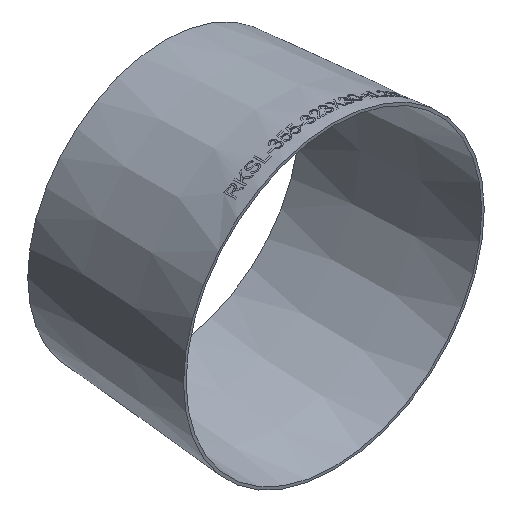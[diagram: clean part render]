
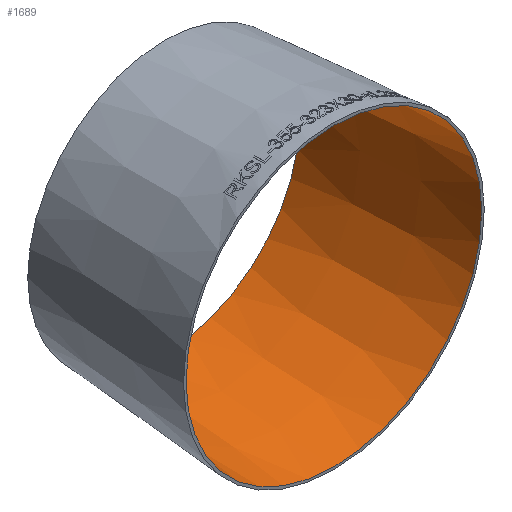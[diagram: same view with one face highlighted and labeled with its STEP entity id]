
A CAD part, isometric view. The second image highlights one B-rep face of the part: STEP entity #1689.
In plain terms, the highlighted conical face has half-angle 4.531 degrees and reference radius 174.791 mm.
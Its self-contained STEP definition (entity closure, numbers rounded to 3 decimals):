
#1689 = ADVANCED_FACE ( 'NONE', ( #22659, #27477 ), #25422, .F. ) ;
#5209 = AXIS2_PLACEMENT_3D ( 'NONE', #13303, #45582, #12999 ) ;
#5910 = CARTESIAN_POINT ( 'NONE',  ( 0., 0., -174.791 ) ) ;
#6122 = AXIS2_PLACEMENT_3D ( 'NONE', #23961, #10387, #46600 ) ;
#9537 = EDGE_CURVE ( 'NONE', #43353, #43353, #12757, .T. ) ;
#10387 = DIRECTION ( 'NONE',  ( 0., -1., 0. ) ) ;
#12757 = CIRCLE ( 'NONE', #58039, 158.941 ) ;
#12999 = DIRECTION ( 'NONE',  ( 0., 0., -1. ) ) ;
#13303 = CARTESIAN_POINT ( 'NONE',  ( 0., 0., 0. ) ) ;
#13354 = EDGE_CURVE ( 'NONE', #33100, #33100, #49487, .T. ) ;
#15876 = CARTESIAN_POINT ( 'NONE',  ( 0., 200., -158.941 ) ) ;
#22395 = DIRECTION ( 'NONE',  ( 0., -1., 0. ) ) ;
#22659 = FACE_BOUND ( 'NONE', #42276, .T. ) ;
#23961 = CARTESIAN_POINT ( 'NONE',  ( 0., 0., 0. ) ) ;
#25422 = CONICAL_SURFACE ( 'NONE', #5209, 174.791, 0.079 ) ;
#27477 = FACE_OUTER_BOUND ( 'NONE', #31224, .T. ) ;
#31224 = EDGE_LOOP ( 'NONE', ( #56857 ) ) ;
#31447 = CARTESIAN_POINT ( 'NONE',  ( 0., 200., 0. ) ) ;
#33100 = VERTEX_POINT ( 'NONE', #5910 ) ;
#36356 = ORIENTED_EDGE ( 'NONE', *, *, #9537, .F. ) ;
#42276 = EDGE_LOOP ( 'NONE', ( #36356 ) ) ;
#43353 = VERTEX_POINT ( 'NONE', #15876 ) ;
#45582 = DIRECTION ( 'NONE',  ( 0., -1., 0. ) ) ;
#46600 = DIRECTION ( 'NONE',  ( 0., 0., -1. ) ) ;
#49487 = CIRCLE ( 'NONE', #6122, 174.791 ) ;
#56857 = ORIENTED_EDGE ( 'NONE', *, *, #13354, .T. ) ;
#58039 = AXIS2_PLACEMENT_3D ( 'NONE', #31447, #22395, #58897 ) ;
#58897 = DIRECTION ( 'NONE',  ( 0., 0., -1. ) ) ;
